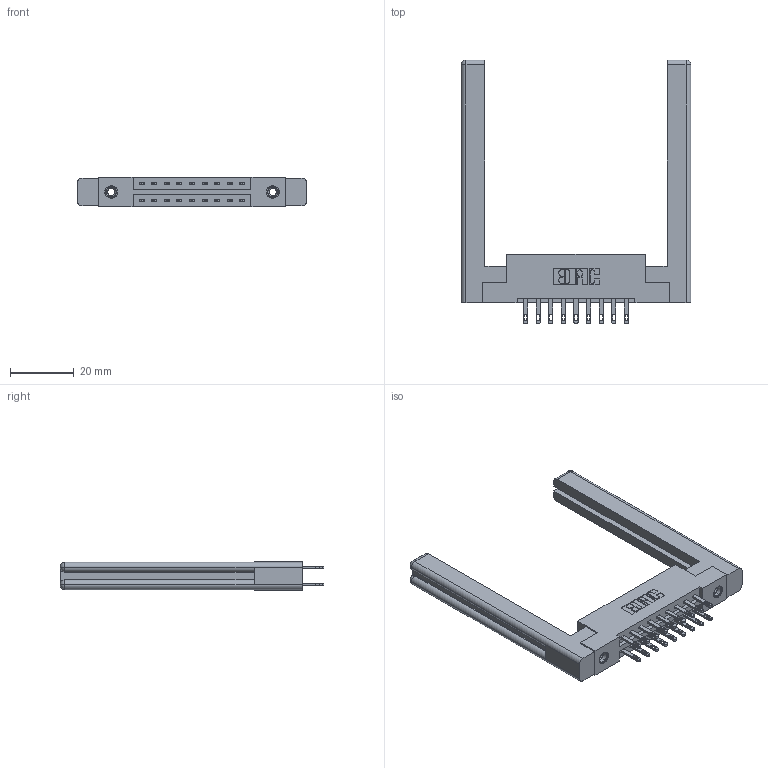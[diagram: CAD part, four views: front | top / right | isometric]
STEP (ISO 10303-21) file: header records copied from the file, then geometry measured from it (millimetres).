
FILE_DESCRIPTION (( 'STEP AP203' ), '1' );
FILE_NAME ('337-018-500-258.STEP', '2019-10-08T12:54:37', ( '' ), ( '' ), 'SwSTEP 2.0', 'SolidWorks 2016', '' );
FILE_SCHEMA (( 'CONFIG_CONTROL_DESIGN' ));
Length unit declared in the file: inch
Products named in the file (5): 345-250-001_345-250-001-102; 337-018-500-258; 337 Part_Flush Mounting Lugs - 0.156 Dia-TI; 345-292-001_345-293-100; 307-220-058
Assembly tree (23 placements, depth 2):
  337-018-500-258
    337 Part_Flush Mounting Lugs - 0.156 Dia-TI
    345-292-001_345-293-100  x18
    345-250-001_345-250-001-102  x2
    307-220-058  x2
Bounding box: 72.29 x 82.94 x 9.4 mm (x, y, z)
Volume: 14376.4 mm3; surface area: 13104.1 mm2
Topology: 23 solids, 23 shells, 1156 faces, 3419 edges, 2266 vertices
Faces by surface type: plane 730, cylinder 402, cone 12, torus 12
Entity records: 13810 total; most frequent: CARTESIAN_POINT 2361, ORIENTED_EDGE 2236, DIRECTION 2086, EDGE_CURVE 1118, VECTOR 938, LINE 938, VERTEX_POINT 738, AXIS2_PLACEMENT_3D 574
